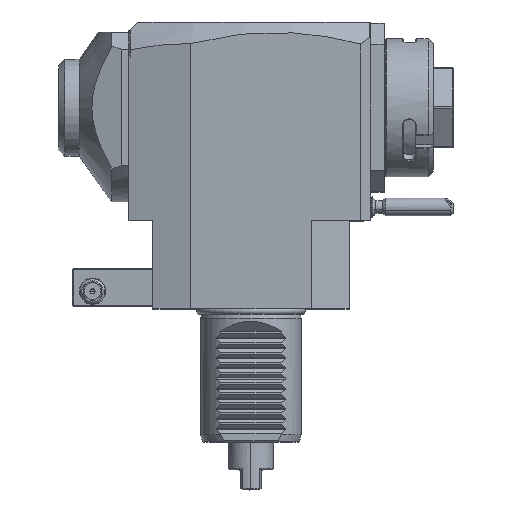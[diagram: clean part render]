
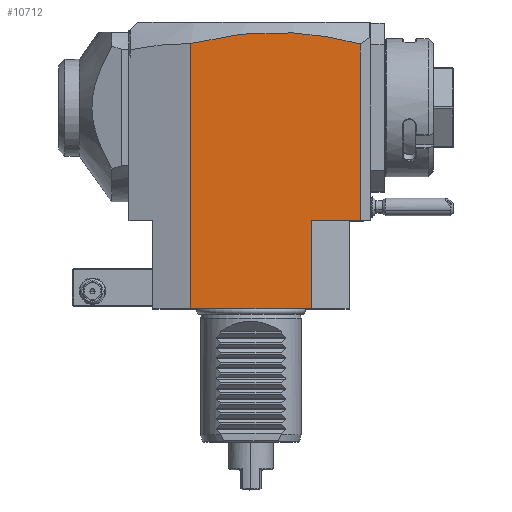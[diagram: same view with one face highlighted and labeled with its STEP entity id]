
A CAD part, top view. The second image highlights one B-rep face of the part: STEP entity #10712.
In plain terms, the highlighted planar face has unit normal (0, 0, 1).
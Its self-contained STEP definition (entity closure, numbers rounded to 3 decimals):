
#2101=DIRECTION('',(0.,-1.,0.));
#2102=VECTOR('',#2101,70.258);
#2103=CARTESIAN_POINT('',(43.5,105.258,37.5));
#2104=LINE('',#2103,#2102);
#2105=DIRECTION('',(-1.,0.,0.));
#2106=VECTOR('',#2105,19.5);
#2107=CARTESIAN_POINT('',(43.5,35.,37.5));
#2108=LINE('',#2107,#2106);
#2109=CARTESIAN_POINT('',(-24.,105.435,37.5));
#2110=CARTESIAN_POINT('',(-18.371,106.939,37.5));
#2111=CARTESIAN_POINT('',(-7.115,109.162,37.5));
#2112=CARTESIAN_POINT('',(9.762,110.233,37.5));
#2113=CARTESIAN_POINT('',(26.635,109.072,37.5));
#2114=CARTESIAN_POINT('',(37.879,106.791,37.5));
#2115=CARTESIAN_POINT('',(43.5,105.258,37.5));
#2179=DIRECTION('',(0.,-1.,0.));
#2180=VECTOR('',#2179,105.435);
#2181=CARTESIAN_POINT('',(-24.,105.435,37.5));
#2182=LINE('',#2181,#2180);
#2199=DIRECTION('',(-1.,0.,0.));
#2200=VECTOR('',#2199,48.);
#2201=CARTESIAN_POINT('',(24.,0.,37.5));
#2202=LINE('',#2201,#2200);
#4689=DIRECTION('',(0.,1.,0.));
#4690=VECTOR('',#4689,35.);
#4691=CARTESIAN_POINT('',(24.,0.,37.5));
#4692=LINE('',#4691,#4690);
#8251=VERTEX_POINT('',#2109);
#8252=VERTEX_POINT('',#2115);
#8600=CARTESIAN_POINT('',(43.5,35.,37.5));
#8601=VERTEX_POINT('',#8600);
#8637=CARTESIAN_POINT('',(24.,0.,37.5));
#8638=VERTEX_POINT('',#8637);
#8639=CARTESIAN_POINT('',(-24.,0.,37.5));
#8640=VERTEX_POINT('',#8639);
#8779=CARTESIAN_POINT('',(24.,35.,37.5));
#8780=VERTEX_POINT('',#8779);
#10694=CARTESIAN_POINT('',(-39.202,35.,37.5));
#10695=DIRECTION('',(0.,0.,1.));
#10696=DIRECTION('',(1.,0.,0.));
#10697=AXIS2_PLACEMENT_3D('',#10694,#10695,#10696);
#10698=PLANE('',#10697);
#10700=ORIENTED_EDGE('',*,*,#10699,.T.);
#10701=ORIENTED_EDGE('',*,*,#10678,.T.);
#10703=ORIENTED_EDGE('',*,*,#10702,.F.);
#10705=ORIENTED_EDGE('',*,*,#10704,.T.);
#10707=ORIENTED_EDGE('',*,*,#10706,.F.);
#10709=ORIENTED_EDGE('',*,*,#10708,.T.);
#10710=EDGE_LOOP('',(#10700,#10701,#10703,#10705,#10707,#10709));
#10711=FACE_OUTER_BOUND('',#10710,.F.);
#2116=B_SPLINE_CURVE_WITH_KNOTS('',3,(#2109,#2110,#2111,#2112,#2113,#2114,
#2115),.UNSPECIFIED.,.F.,.F.,(4,1,1,1,4),(0.,0.25,0.5,0.75,1.),
.UNSPECIFIED.);
#10678=EDGE_CURVE('',#8601,#8780,#2108,.T.);
#10699=EDGE_CURVE('',#8252,#8601,#2104,.T.);
#10702=EDGE_CURVE('',#8638,#8780,#4692,.T.);
#10704=EDGE_CURVE('',#8638,#8640,#2202,.T.);
#10706=EDGE_CURVE('',#8251,#8640,#2182,.T.);
#10708=EDGE_CURVE('',#8251,#8252,#2116,.T.);
#10712=ADVANCED_FACE('',(#10711),#10698,.T.);
